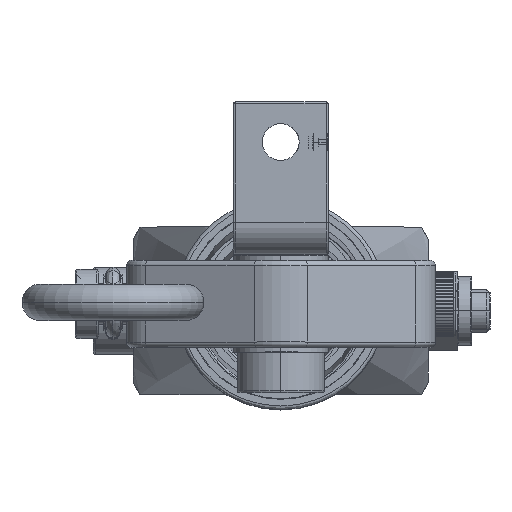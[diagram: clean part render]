
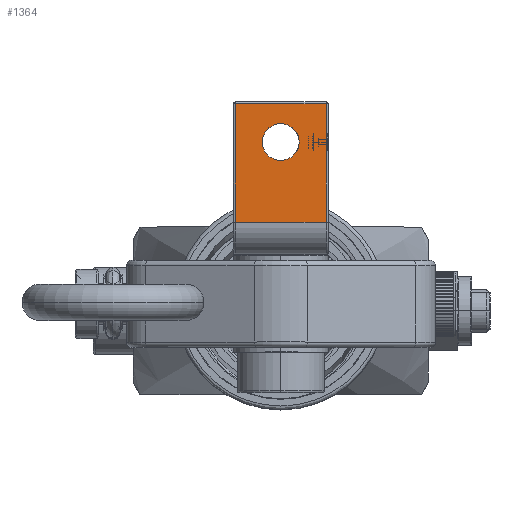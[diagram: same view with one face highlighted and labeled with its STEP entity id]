
A CAD part, top view. The second image highlights one B-rep face of the part: STEP entity #1364.
In plain terms, the highlighted planar face has unit normal (0, 0, 1).
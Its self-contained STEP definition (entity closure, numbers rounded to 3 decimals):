
#119=CARTESIAN_POINT('',(0.,31.,0.));
#120=DIRECTION('',(0.,0.,-1.));
#121=DIRECTION('',(-1.,0.,0.));
#122=AXIS2_PLACEMENT_3D('',#119,#120,#121);
#127=CARTESIAN_POINT('',(0.,31.,0.));
#128=DIRECTION('',(0.,0.,-1.));
#129=DIRECTION('',(1.,0.,0.));
#130=AXIS2_PLACEMENT_3D('',#127,#128,#129);
#135=DIRECTION('',(0.,1.,0.));
#136=VECTOR('',#135,32.5);
#137=CARTESIAN_POINT('',(-12.5,9.,0.));
#138=LINE('',#137,#136);
#142=DIRECTION('',(-1.,0.,0.));
#143=VECTOR('',#142,25.);
#144=CARTESIAN_POINT('',(12.5,41.5,0.));
#145=LINE('',#144,#143);
#149=DIRECTION('',(0.,-1.,0.));
#150=VECTOR('',#149,32.5);
#151=CARTESIAN_POINT('',(12.5,41.5,0.));
#152=LINE('',#151,#150);
#156=DIRECTION('',(-1.,0.,0.));
#157=VECTOR('',#156,25.);
#158=CARTESIAN_POINT('',(12.5,9.,0.));
#159=LINE('',#158,#157);
#1169=CARTESIAN_POINT('',(-5.05,31.,0.));
#1170=CARTESIAN_POINT('',(5.05,31.,0.));
#1171=VERTEX_POINT('',#1169);
#1172=VERTEX_POINT('',#1170);
#1177=CARTESIAN_POINT('',(-12.5,9.,0.));
#1178=CARTESIAN_POINT('',(-12.5,41.5,0.));
#1179=VERTEX_POINT('',#1177);
#1180=VERTEX_POINT('',#1178);
#1203=CARTESIAN_POINT('',(12.5,9.,0.));
#1204=VERTEX_POINT('',#1203);
#1207=CARTESIAN_POINT('',(12.5,41.5,0.));
#1208=VERTEX_POINT('',#1207);
#1344=CARTESIAN_POINT('',(-13.,42.,0.));
#1345=DIRECTION('',(0.,0.,1.));
#1346=DIRECTION('',(0.,-1.,0.));
#1347=AXIS2_PLACEMENT_3D('',#1344,#1345,#1346);
#1348=PLANE('',#1347);
#1349=ORIENTED_EDGE('',*,*,#1334,.T.);
#1351=ORIENTED_EDGE('',*,*,#1350,.F.);
#1353=ORIENTED_EDGE('',*,*,#1352,.T.);
#1355=ORIENTED_EDGE('',*,*,#1354,.T.);
#1356=EDGE_LOOP('',(#1349,#1351,#1353,#1355));
#1357=FACE_OUTER_BOUND('',#1356,.F.);
#1359=ORIENTED_EDGE('',*,*,#1358,.F.);
#1361=ORIENTED_EDGE('',*,*,#1360,.F.);
#1362=EDGE_LOOP('',(#1359,#1361));
#1363=FACE_BOUND('',#1362,.F.);
#1364=ADVANCED_FACE('',(#1357,#1363),#1348,.T.);
#123=CIRCLE('',#122,5.05);
#131=CIRCLE('',#130,5.05);
#1334=EDGE_CURVE('',#1179,#1180,#138,.T.);
#1350=EDGE_CURVE('',#1208,#1180,#145,.T.);
#1352=EDGE_CURVE('',#1208,#1204,#152,.T.);
#1354=EDGE_CURVE('',#1204,#1179,#159,.T.);
#1358=EDGE_CURVE('',#1171,#1172,#123,.T.);
#1360=EDGE_CURVE('',#1172,#1171,#131,.T.);
